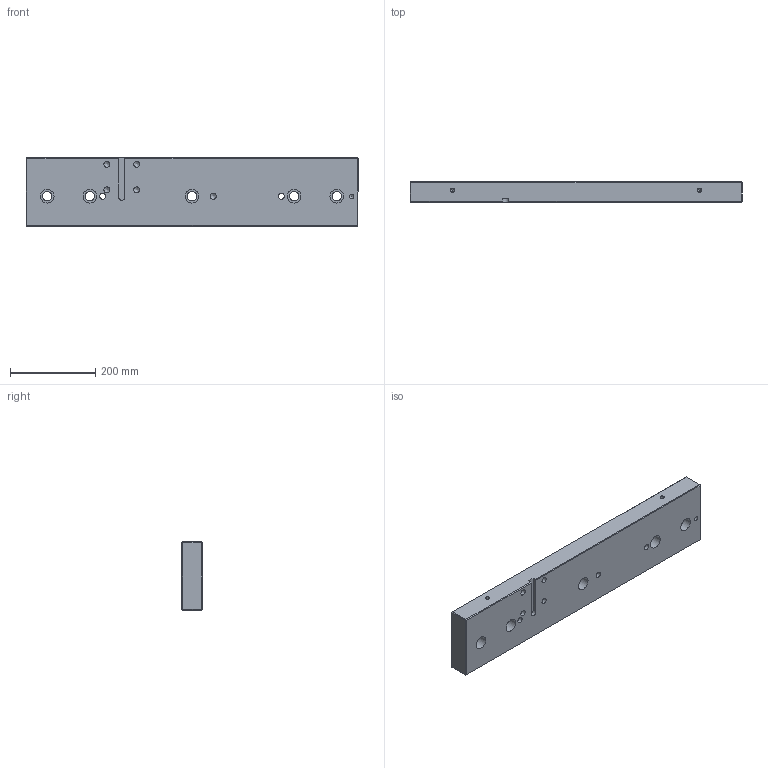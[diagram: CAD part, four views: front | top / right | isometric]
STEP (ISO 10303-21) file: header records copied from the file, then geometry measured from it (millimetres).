
FILE_DESCRIPTION (( 'STEP AP203' ), '1' );
FILE_NAME ('432B22S02-導軌.STEP', '2023-09-28T06:26:23', ( '' ), ( '' ), 'SwSTEP 2.0', 'SolidWorks 2018', '' );
FILE_SCHEMA (( 'CONFIG_CONTROL_DESIGN' ));
Length unit declared in the file: millimetre
Products named in the file (1): 432B22S02-導軌
Bounding box: 780 x 48 x 160 mm (x, y, z)
Volume: 5764040.7 mm3; surface area: 375429.4 mm2
Topology: 1 solids, 1 shells, 85 faces, 212 edges, 128 vertices
Faces by surface type: plane 34, cylinder 33, cone 18
Full cylindrical faces by diameter (mm): 7.9 x6, 8.4 x4, 8.5 x4, 10.2 x1, 14 x7, 22 x5, 32 x5
Entity records: 2739 total; most frequent: CARTESIAN_POINT 952, DIRECTION 360, ORIENTED_EDGE 276, EDGE_LOOP 156, AXIS2_PLACEMENT_3D 152, EDGE_CURVE 138, FACE_OUTER_BOUND 117, VERTEX_POINT 104
